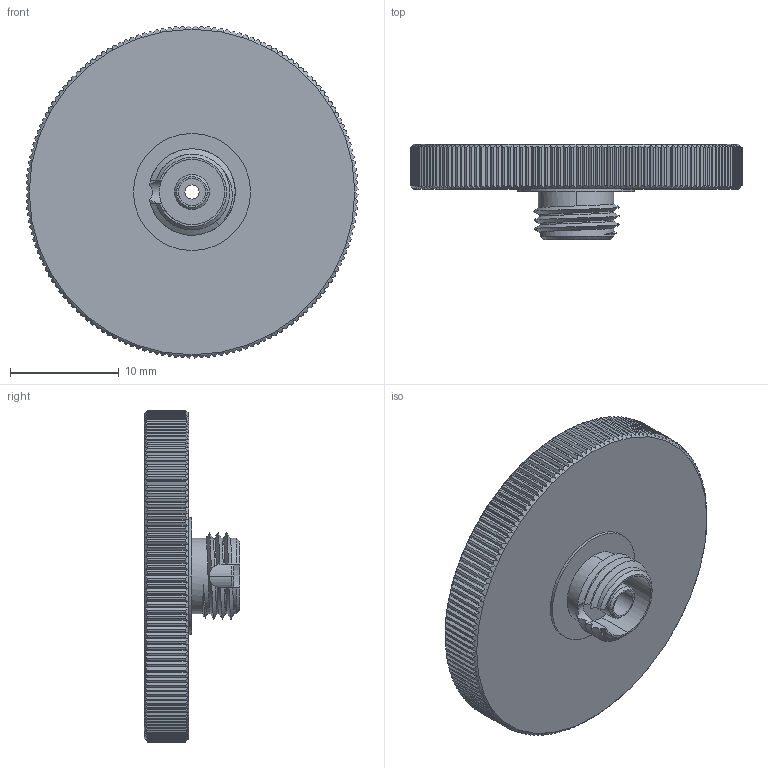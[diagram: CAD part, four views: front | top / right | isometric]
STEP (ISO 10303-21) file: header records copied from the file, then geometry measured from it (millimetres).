
FILE_DESCRIPTION((''),'2;1');
FILE_NAME('SMB-FC25_ASM','2025-06-19T13:51:54',('R&D'),(''),'CREO PARAMETRIC BY PTC INC, 2021063','CREO PARAMETRIC BY PTC INC, 2021063','');
FILE_SCHEMA(('CONFIG_CONTROL_DESIGN'));
Length unit declared in the file: millimetre
Products named in the file (4): SMB; FC_A; 1115FC-A4; SMB-FC25_ASM
Assembly tree (3 placements, depth 2):
  SMB-FC25_ASM
    SMB
    FC_A
    1115FC-A4
Bounding box: 30.5 x 8.76 x 30.5 mm (x, y, z)
Volume: 1614.4 mm3; surface area: 2858.2 mm2
Topology: 3 solids, 3 shells, 585 faces, 1690 edges, 1116 vertices
Faces by surface type: plane 338, cylinder 197, bspline 29, cone 21
Entity records: 25313 total; most frequent: CARTESIAN_POINT 10985, ORIENTED_EDGE 3380, DIRECTION 2471, EDGE_CURVE 1690, VERTEX_POINT 1116, AXIS2_PLACEMENT_3D 948, B_SPLINE_CURVE_WITH_KNOTS 730, EDGE_LOOP 596
